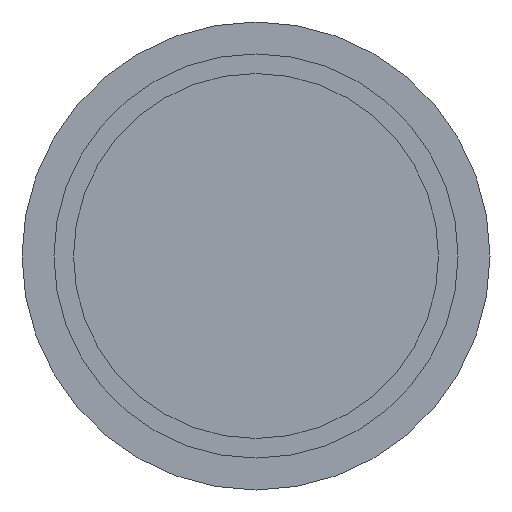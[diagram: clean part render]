
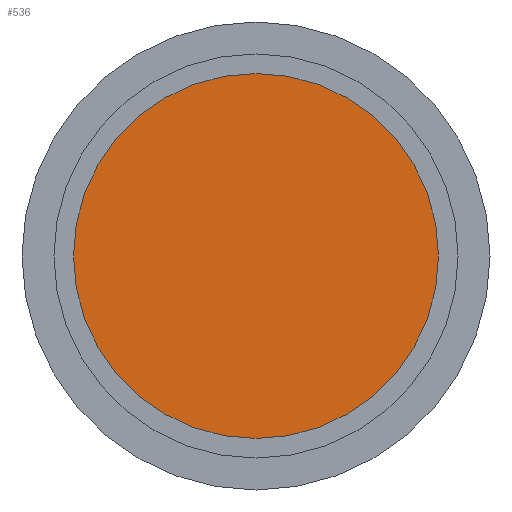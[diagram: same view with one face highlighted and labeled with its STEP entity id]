
A CAD part, front view. The second image highlights one B-rep face of the part: STEP entity #536.
In plain terms, the highlighted planar face has unit normal (0, -1, 0).
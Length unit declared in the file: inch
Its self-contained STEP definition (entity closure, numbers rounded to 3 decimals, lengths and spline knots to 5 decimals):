
#10 = EDGE_CURVE ( 'NONE', #44, #45, #567, .T. ) ;
#11 = EDGE_CURVE ( 'NONE', #45, #44, #568, .T. ) ;
#44 = VERTEX_POINT ( 'NONE', #110 ) ;
#45 = VERTEX_POINT ( 'NONE', #111 ) ;
#83 = CARTESIAN_POINT ( 'NONE',  ( 0., 0., 0. ) ) ;
#90 = DIRECTION ( 'NONE',  ( 0., -1., 0. ) ) ;
#91 = DIRECTION ( 'NONE',  ( 0., 0., -1. ) ) ;
#92 = CARTESIAN_POINT ( 'NONE',  ( 0., 0., 0. ) ) ;
#93 = DIRECTION ( 'NONE',  ( 0., -1., 0. ) ) ;
#94 = DIRECTION ( 'NONE',  ( 0., 0., -1. ) ) ;
#110 = CARTESIAN_POINT ( 'NONE',  ( 0., 0., 0.737 ) ) ;
#111 = CARTESIAN_POINT ( 'NONE',  ( 0., 0., -0.737 ) ) ;
#190 = PLANE ( 'NONE',  #918 ) ;
#191 = CARTESIAN_POINT ( 'NONE',  ( 0., 0., 0. ) ) ;
#192 = DIRECTION ( 'NONE',  ( 0., -1., 0. ) ) ;
#193 = DIRECTION ( 'NONE',  ( 0., 0., -1. ) ) ;
#474 = FACE_OUTER_BOUND ( 'NONE', #831, .T. ) ;
#475 = AXIS2_PLACEMENT_3D ( 'NONE', #92, #93, #94 ) ;
#505 = AXIS2_PLACEMENT_3D ( 'NONE', #83, #90, #91 ) ;
#536 = ADVANCED_FACE ( 'NONE', ( #474 ), #190, .T. ) ;
#567 = CIRCLE ( 'NONE', #505, 0.737 ) ;
#568 = CIRCLE ( 'NONE', #475, 0.737 ) ;
#780 = ORIENTED_EDGE ( 'NONE', *, *, #10, .T. ) ;
#781 = ORIENTED_EDGE ( 'NONE', *, *, #11, .T. ) ;
#831 = EDGE_LOOP ( 'NONE', ( #780, #781 ) ) ;
#918 = AXIS2_PLACEMENT_3D ( 'NONE', #191, #192, #193 ) ;
